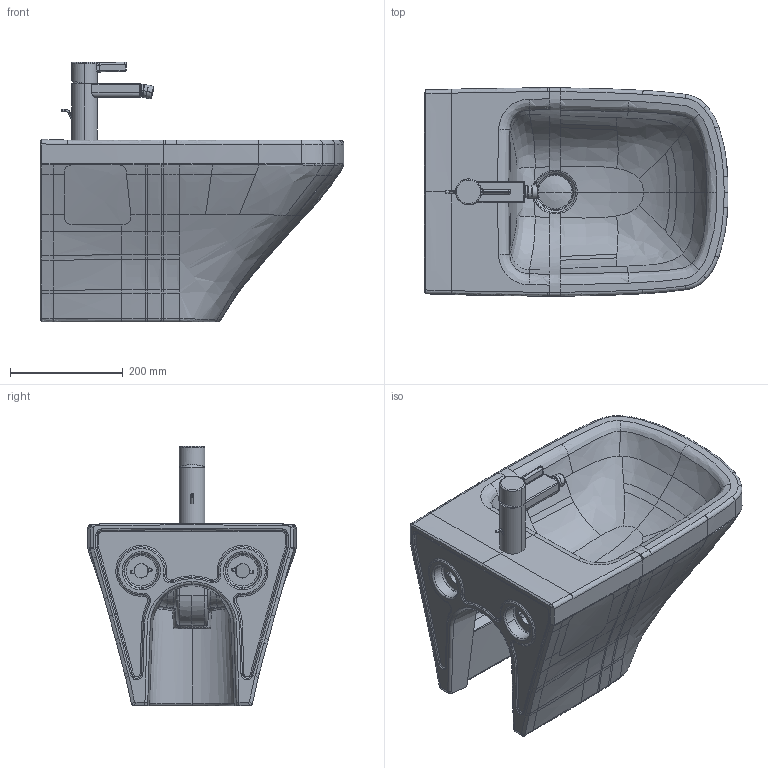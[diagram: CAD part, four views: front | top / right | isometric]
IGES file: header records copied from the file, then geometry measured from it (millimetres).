
Global section: file name: No Iges File Name specified; native system: Autodesk Inventor 2011; preprocessor: AutoDesk Inventor Iges Exporter R2011; author: Administrator; date: 20141024.185955; units: millimetre
Bounding box: 540.11 x 370.01 x 461.63 mm (x, y, z)
Volume: 20728690 mm3; surface area: 1078144.8 mm2
Topology: 8 solids, 8 shells, 932 faces, 2309 edges, 1387 vertices
Faces by surface type: bspline 603, plane 102, revolution 100, cylinder 73, torus 40, cone 8, sphere 6
